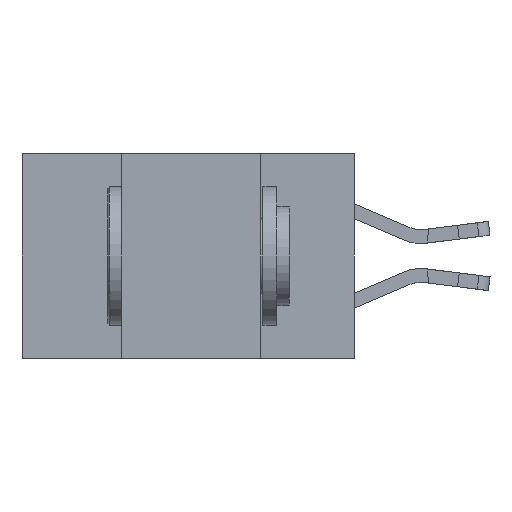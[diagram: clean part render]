
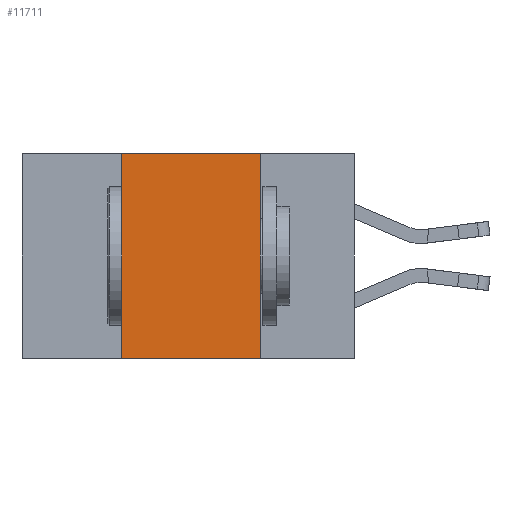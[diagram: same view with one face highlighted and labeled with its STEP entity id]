
A CAD part, left-side view. The second image highlights one B-rep face of the part: STEP entity #11711.
In plain terms, the highlighted planar face has unit normal (-1, 0, 0).
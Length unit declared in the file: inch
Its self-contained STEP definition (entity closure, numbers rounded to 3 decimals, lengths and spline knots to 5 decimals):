
#308 = VECTOR ( 'NONE', #2303, 39.37008 ) ;
#1405 = ORIENTED_EDGE ( 'NONE', *, *, #17200, .F. ) ;
#1562 = CARTESIAN_POINT ( 'NONE',  ( 0., 0.6, -0.37 ) ) ;
#1750 = DIRECTION ( 'NONE',  ( 0., 0., 1. ) ) ;
#2303 = DIRECTION ( 'NONE',  ( 0., -1., 0. ) ) ;
#3384 = CARTESIAN_POINT ( 'NONE',  ( 0., 0.17, -0.37 ) ) ;
#3862 = CARTESIAN_POINT ( 'NONE',  ( 0., 0.42, -0.37 ) ) ;
#3871 = LINE ( 'NONE', #17524, #15414 ) ;
#6649 = PLANE ( 'NONE',  #12177 ) ;
#7987 = ORIENTED_EDGE ( 'NONE', *, *, #20732, .T. ) ;
#8173 = LINE ( 'NONE', #12913, #308 ) ;
#9771 = ORIENTED_EDGE ( 'NONE', *, *, #16354, .F. ) ;
#10531 = CARTESIAN_POINT ( 'NONE',  ( 0., 0.42, 0. ) ) ;
#10695 = VERTEX_POINT ( 'NONE', #3384 ) ;
#10915 = CARTESIAN_POINT ( 'NONE',  ( 0., 0.42, 0. ) ) ;
#11711 = ADVANCED_FACE ( 'NONE', ( #15886 ), #6649, .F. ) ;
#12126 = VECTOR ( 'NONE', #18043, 39.37008 ) ;
#12133 = DIRECTION ( 'NONE',  ( 0., 0., -1. ) ) ;
#12177 = AXIS2_PLACEMENT_3D ( 'NONE', #19388, #23073, #12133 ) ;
#12913 = CARTESIAN_POINT ( 'NONE',  ( 0., 0.6, 0. ) ) ;
#13469 = ORIENTED_EDGE ( 'NONE', *, *, #16142, .F. ) ;
#13679 = VECTOR ( 'NONE', #1750, 39.37008 ) ;
#13860 = EDGE_LOOP ( 'NONE', ( #9771, #1405, #13469, #7987 ) ) ;
#13946 = LINE ( 'NONE', #10531, #13679 ) ;
#14159 = CARTESIAN_POINT ( 'NONE',  ( 0., 0.17, 0. ) ) ;
#15414 = VECTOR ( 'NONE', #15748, 39.37008 ) ;
#15748 = DIRECTION ( 'NONE',  ( 0., 0., -1. ) ) ;
#15886 = FACE_OUTER_BOUND ( 'NONE', #13860, .T. ) ;
#16142 = EDGE_CURVE ( 'NONE', #22751, #22591, #13946, .T. ) ;
#16354 = EDGE_CURVE ( 'NONE', #21889, #10695, #3871, .T. ) ;
#17200 = EDGE_CURVE ( 'NONE', #22591, #21889, #8173, .T. ) ;
#17524 = CARTESIAN_POINT ( 'NONE',  ( 0., 0.17, 0. ) ) ;
#18043 = DIRECTION ( 'NONE',  ( 0., -1., 0. ) ) ;
#19388 = CARTESIAN_POINT ( 'NONE',  ( 0., 0.6, 0. ) ) ;
#20732 = EDGE_CURVE ( 'NONE', #22751, #10695, #23148, .T. ) ;
#21889 = VERTEX_POINT ( 'NONE', #14159 ) ;
#22591 = VERTEX_POINT ( 'NONE', #10915 ) ;
#22751 = VERTEX_POINT ( 'NONE', #3862 ) ;
#23073 = DIRECTION ( 'NONE',  ( 1., 0., 0. ) ) ;
#23148 = LINE ( 'NONE', #1562, #12126 ) ;
